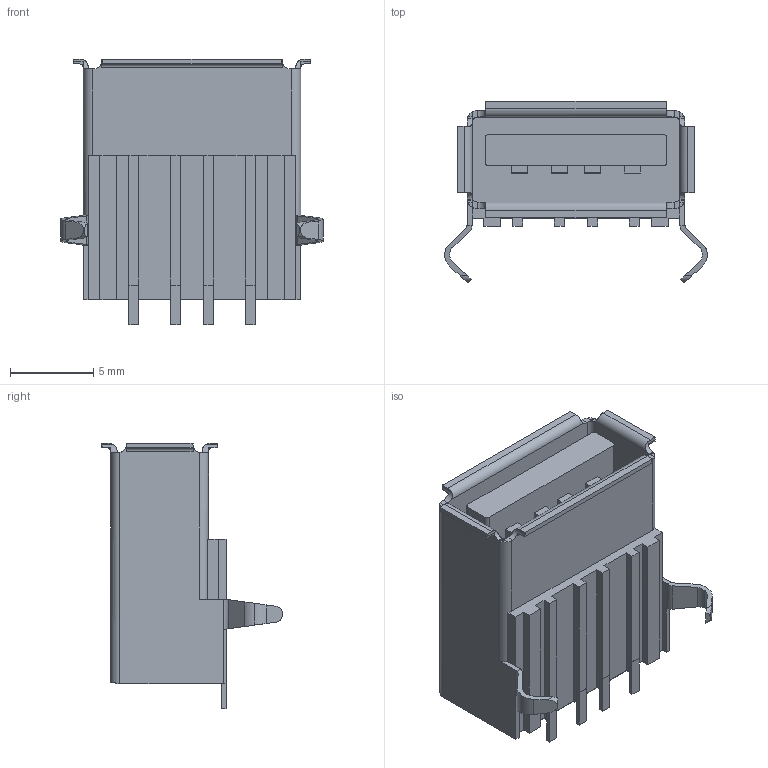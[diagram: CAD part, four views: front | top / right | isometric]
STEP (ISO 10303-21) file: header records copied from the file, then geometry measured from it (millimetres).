
FILE_DESCRIPTION(('FreeCAD Model'),'2;1');
FILE_NAME('USB-B_SMD.step', '2018-04-25T10:12:40',('kicad StepUp'),('ksu MCAD'), 'Open CASCADE STEP processor 6.8','FreeCAD','Unknown');
FILE_SCHEMA(('AUTOMOTIVE_DESIGN_CC2 { 1 2 10303 214 -1 1 5 4 }'));
Length unit declared in the file: millimetre
Products named in the file (1): USB-B_SMD
Bounding box: 15.8 x 10.9 x 16 mm (x, y, z)
Volume: 625 mm3; surface area: 1691.6 mm2
Topology: 1 solids, 1 shells, 205 faces, 606 edges, 404 vertices
Faces by surface type: plane 155, cylinder 50
Entity records: 8398 total; most frequent: CARTESIAN_POINT 1372, ORIENTED_EDGE 1212, DIRECTION 1126, EDGE_CURVE 606, LINE 466, VECTOR 466, VERTEX_POINT 404, AXIS2_PLACEMENT_3D 330
